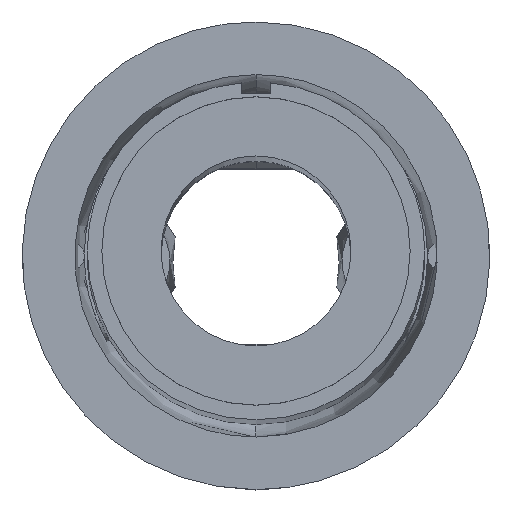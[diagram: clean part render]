
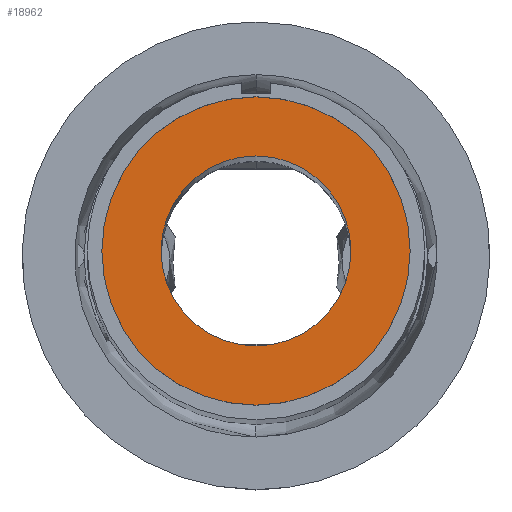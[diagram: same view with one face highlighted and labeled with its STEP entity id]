
A CAD part, top view. The second image highlights one B-rep face of the part: STEP entity #18962.
In plain terms, the highlighted planar face has unit normal (0, 0, 1).
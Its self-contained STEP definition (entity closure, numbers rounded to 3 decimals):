
#578 = DIRECTION ( 'NONE',  ( 0., 0., 1. ) ) ;
#1435 = DIRECTION ( 'NONE',  ( 0., 0., 1. ) ) ;
#2152 = AXIS2_PLACEMENT_3D ( 'NONE', #21717, #9613, #23633 ) ;
#3490 = DIRECTION ( 'NONE',  ( -1., 0., 0. ) ) ;
#4004 = ORIENTED_EDGE ( 'NONE', *, *, #13777, .T. ) ;
#4293 = VERTEX_POINT ( 'NONE', #5557 ) ;
#5557 = CARTESIAN_POINT ( 'NONE',  ( 3.25, 0., 106. ) ) ;
#5871 = EDGE_LOOP ( 'NONE', ( #16337, #4004 ) ) ;
#6054 = ORIENTED_EDGE ( 'NONE', *, *, #9601, .T. ) ;
#6731 = CARTESIAN_POINT ( 'NONE',  ( 0., 0., 106. ) ) ;
#7645 = DIRECTION ( 'NONE',  ( 0., 0., -1. ) ) ;
#7696 = AXIS2_PLACEMENT_3D ( 'NONE', #19687, #7645, #3490 ) ;
#8121 = EDGE_LOOP ( 'NONE', ( #18143, #6054 ) ) ;
#8929 = PLANE ( 'NONE',  #2152 ) ;
#9601 = EDGE_CURVE ( 'NONE', #24774, #10120, #13261, .T. ) ;
#9613 = DIRECTION ( 'NONE',  ( 0., 0., 1. ) ) ;
#10120 = VERTEX_POINT ( 'NONE', #13689 ) ;
#11413 = CARTESIAN_POINT ( 'NONE',  ( 0., 0., 106. ) ) ;
#12150 = FACE_OUTER_BOUND ( 'NONE', #8121, .T. ) ;
#12516 = DIRECTION ( 'NONE',  ( -1., 0., 0. ) ) ;
#12556 = CIRCLE ( 'NONE', #7696, 3.25 ) ;
#13261 = CIRCLE ( 'NONE', #24840, 5.275 ) ;
#13689 = CARTESIAN_POINT ( 'NONE',  ( -5.275, 0., 106. ) ) ;
#13777 = EDGE_CURVE ( 'NONE', #4293, #22840, #12556, .T. ) ;
#14373 = DIRECTION ( 'NONE',  ( 0., 0., -1. ) ) ;
#14917 = EDGE_CURVE ( 'NONE', #22840, #4293, #25410, .T. ) ;
#15471 = AXIS2_PLACEMENT_3D ( 'NONE', #6731, #14373, #12516 ) ;
#15646 = AXIS2_PLACEMENT_3D ( 'NONE', #18804, #578, #16691 ) ;
#16337 = ORIENTED_EDGE ( 'NONE', *, *, #14917, .T. ) ;
#16691 = DIRECTION ( 'NONE',  ( 1., 0., 0. ) ) ;
#18143 = ORIENTED_EDGE ( 'NONE', *, *, #22653, .T. ) ;
#18804 = CARTESIAN_POINT ( 'NONE',  ( 0., 0., 106. ) ) ;
#18962 = ADVANCED_FACE ( 'NONE', ( #21557, #12150 ), #8929, .T. ) ;
#19687 = CARTESIAN_POINT ( 'NONE',  ( 0., 0., 106. ) ) ;
#21557 = FACE_BOUND ( 'NONE', #5871, .T. ) ;
#21717 = CARTESIAN_POINT ( 'NONE',  ( 0., 0., 106. ) ) ;
#22429 = CARTESIAN_POINT ( 'NONE',  ( 5.275, 0., 106. ) ) ;
#22653 = EDGE_CURVE ( 'NONE', #10120, #24774, #25853, .T. ) ;
#22840 = VERTEX_POINT ( 'NONE', #24578 ) ;
#23411 = DIRECTION ( 'NONE',  ( 1., 0., 0. ) ) ;
#23633 = DIRECTION ( 'NONE',  ( 1., 0., 0. ) ) ;
#24578 = CARTESIAN_POINT ( 'NONE',  ( -3.25, 0., 106. ) ) ;
#24774 = VERTEX_POINT ( 'NONE', #22429 ) ;
#24840 = AXIS2_PLACEMENT_3D ( 'NONE', #11413, #1435, #23411 ) ;
#25410 = CIRCLE ( 'NONE', #15471, 3.25 ) ;
#25853 = CIRCLE ( 'NONE', #15646, 5.275 ) ;
